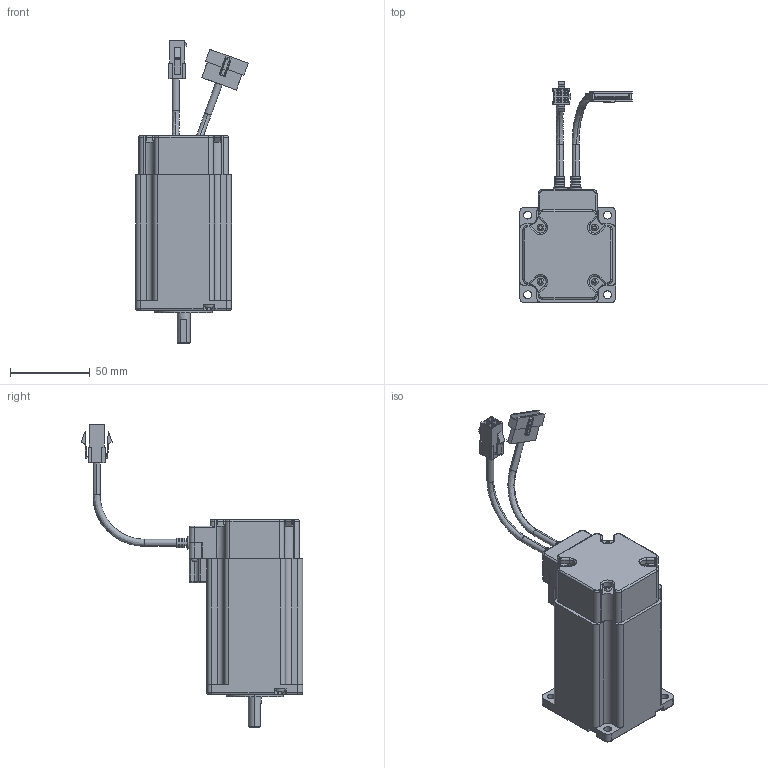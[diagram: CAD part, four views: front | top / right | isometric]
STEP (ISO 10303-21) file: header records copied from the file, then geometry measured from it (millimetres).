
FILE_DESCRIPTION (( 'STEP AP203' ), '1' );
FILE_NAME ('EzM-60L-85 Assembly_091218_1.STEP', '2013-12-03T02:58:37', ( '' ), ( '' ), 'SwSTEP 2.0', 'SolidWorks 2012', '' );
FILE_SCHEMA (( 'CONFIG_CONTROL_DESIGN' ));
Length unit declared in the file: millimetre
Products named in the file (13): EzM-60L-85 Assembly_091218_1; MainM3-screw12-1-2_1; MainM3-screw11-1-2_1; MainM3-screw10-1-2_1; MainM3-screw9-1-2_1; MainM3-screw8-1-2_1; MainM3-screw7-1-2_1; Main60_Encoder_Plate-1-2_1; MainEZSV_60_Encoder_Cover-1-2_1; MainEZSV_60_Cable_Cover-1-2_1; MainEncoder_Cable_60-1-2_1; MainPower_Cable_60-1-2_1; MainEzM-60L-1_1
Assembly tree (12 placements, depth 2):
  EzM-60L-85 Assembly_091218_1
    MainEzM-60L-1_1
    MainPower_Cable_60-1-2_1
    MainEncoder_Cable_60-1-2_1
    MainEZSV_60_Cable_Cover-1-2_1
    MainEZSV_60_Encoder_Cover-1-2_1
    Main60_Encoder_Plate-1-2_1
    MainM3-screw7-1-2_1
    MainM3-screw8-1-2_1
    MainM3-screw9-1-2_1
    MainM3-screw10-1-2_1
    MainM3-screw11-1-2_1
    MainM3-screw12-1-2_1
Bounding box: 70.49 x 138.64 x 189.6 mm (x, y, z)
Volume: 300419.9 mm3; surface area: 60822.4 mm2
Topology: 12 solids, 12 shells, 853 faces, 2286 edges, 1481 vertices
Faces by surface type: plane 480, cylinder 314, bspline 56, cone 3
Entity records: 31053 total; most frequent: CARTESIAN_POINT 8635, ORIENTED_EDGE 4508, DIRECTION 4208, EDGE_CURVE 2254, VERTEX_POINT 1481, AXIS2_PLACEMENT_3D 1434, VECTOR 1340, LINE 1340
